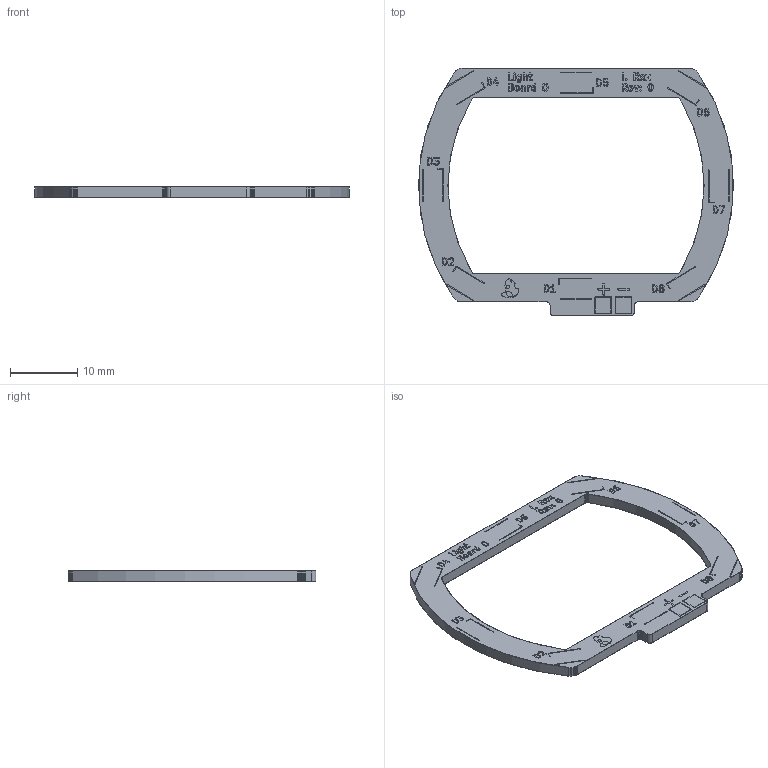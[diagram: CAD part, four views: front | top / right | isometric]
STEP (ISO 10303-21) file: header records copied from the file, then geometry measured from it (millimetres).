
FILE_DESCRIPTION(('KiCad electronic assembly'),'2;1');
FILE_NAME('Light Board - O.step','2025-08-16T16:20:18',('Pcbnew'),( 'Kicad'),'Open CASCADE STEP processor 7.8','KiCad to STEP converter' ,'Unknown');
FILE_SCHEMA(('AUTOMOTIVE_DESIGN { 1 0 10303 214 1 1 1 1 }'));
Length unit declared in the file: millimetre
Products named in the file (4): Light Board - O 1; Light Board - O_silkscreen; Light Board - O_soldermask; Light Board - O_PCB
Assembly tree (3 placements, depth 2):
  Light Board - O 1
    Light Board - O_silkscreen
    Light Board - O_soldermask
    Light Board - O_PCB
Bounding box: 46.76 x 36.79 x 1.64 mm (x, y, z)
Volume: 891.2 mm3; surface area: 2782.9 mm2
Topology: 1 solids, 64 shells, 155 faces, 1482 edges, 1392 vertices
Faces by surface type: plane 149, cylinder 6
Entity records: 14190 total; most frequent: CARTESIAN_POINT 3033, DIRECTION 2086, ORIENTED_EDGE 1752, EDGE_CURVE 1482, VERTEX_POINT 1392, LINE 1196, VECTOR 1196, AXIS2_PLACEMENT_3D 445
